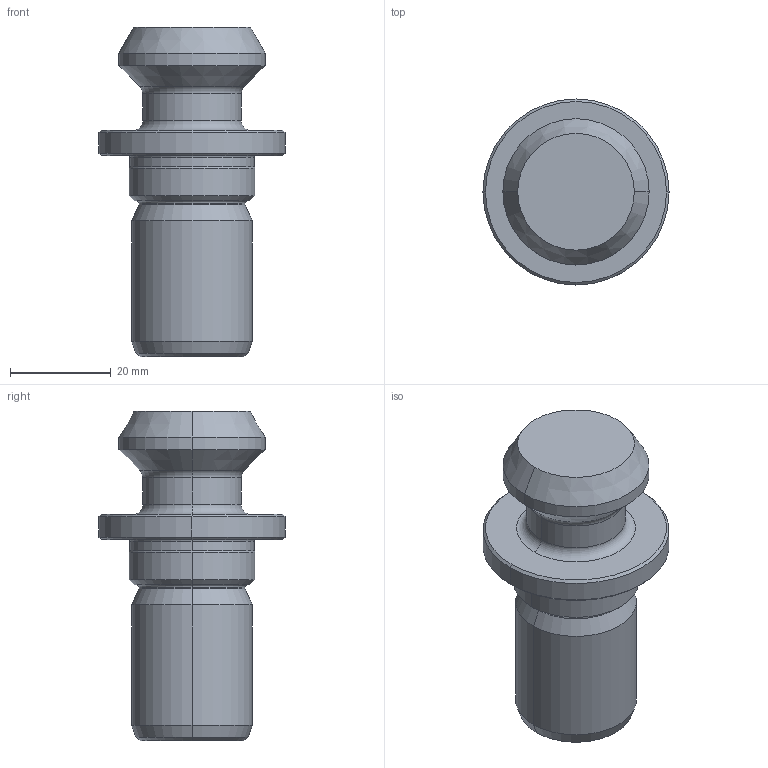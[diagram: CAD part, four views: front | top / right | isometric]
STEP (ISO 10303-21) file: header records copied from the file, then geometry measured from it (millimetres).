
FILE_DESCRIPTION (( 'STEP AP203' ), '1' );
FILE_NAME ('PS ISO50 B ISO7388 TC.STEP', '2019-04-08T09:10:11', ( '' ), ( '' ), 'SwSTEP 2.0', 'SolidWorks 2014', '' );
FILE_SCHEMA (( 'CONFIG_CONTROL_DESIGN' ));
Length unit declared in the file: millimetre
Products named in the file (1): PS ISO50 B ISO7388 TC
Bounding box: 37 x 37 x 65.5 mm (x, y, z)
Volume: 32502.1 mm3; surface area: 7462.4 mm2
Topology: 1 solids, 1 shells, 47 faces, 92 edges, 50 vertices
Faces by surface type: cone 20, cylinder 14, torus 8, plane 5
Entity records: 1269 total; most frequent: DIRECTION 246, CARTESIAN_POINT 190, ORIENTED_EDGE 184, AXIS2_PLACEMENT_3D 106, EDGE_CURVE 92, CIRCLE 58, EDGE_LOOP 50, VERTEX_POINT 50
